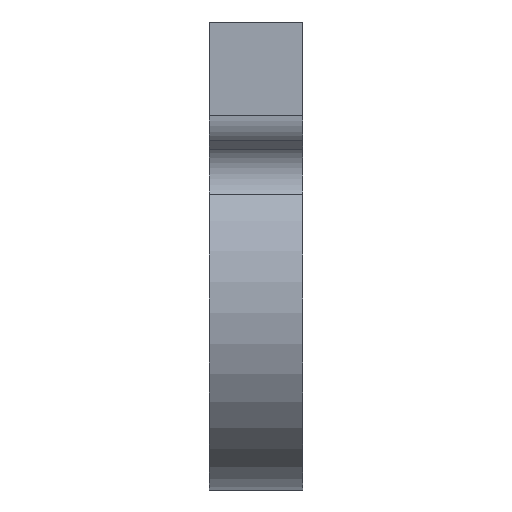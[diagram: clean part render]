
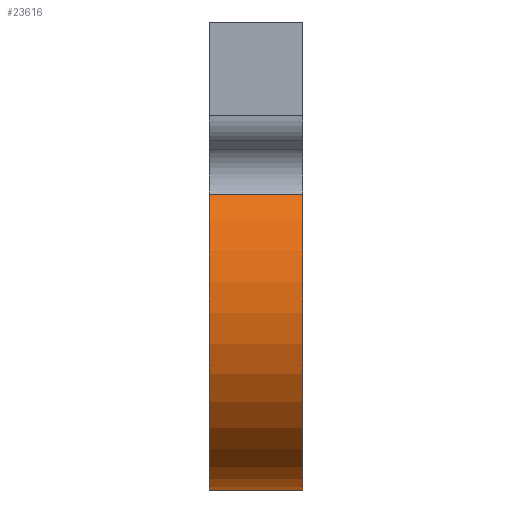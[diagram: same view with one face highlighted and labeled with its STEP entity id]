
A CAD part, left-side view. The second image highlights one B-rep face of the part: STEP entity #23616.
In plain terms, the highlighted cylindrical face has radius 16 mm (diameter 32 mm), a partial arc.
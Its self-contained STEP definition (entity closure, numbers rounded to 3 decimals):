
#777 = CIRCLE ( 'NONE', #21676, 16. ) ;
#1187 = EDGE_CURVE ( 'NONE', #9437, #18735, #16591, .T. ) ;
#2110 = ORIENTED_EDGE ( 'NONE', *, *, #1187, .T. ) ;
#2421 = CARTESIAN_POINT ( 'NONE',  ( 0., 8., 0. ) ) ;
#3437 = EDGE_LOOP ( 'NONE', ( #24103, #2110, #10421, #13624 ) ) ;
#3622 = LINE ( 'NONE', #12621, #22987 ) ;
#3714 = CARTESIAN_POINT ( 'NONE',  ( -13.044, 8., 9.266 ) ) ;
#4353 = AXIS2_PLACEMENT_3D ( 'NONE', #12048, #5778, #24802 ) ;
#4740 = CARTESIAN_POINT ( 'NONE',  ( 0., 8., -16. ) ) ;
#4939 = VERTEX_POINT ( 'NONE', #3714 ) ;
#5516 = CYLINDRICAL_SURFACE ( 'NONE', #18355, 16. ) ;
#5778 = DIRECTION ( 'NONE',  ( 0., 1., 0. ) ) ;
#6753 = VERTEX_POINT ( 'NONE', #14528 ) ;
#9437 = VERTEX_POINT ( 'NONE', #4740 ) ;
#10421 = ORIENTED_EDGE ( 'NONE', *, *, #13053, .T. ) ;
#11464 = CARTESIAN_POINT ( 'NONE',  ( 0., 8., 0. ) ) ;
#11627 = DIRECTION ( 'NONE',  ( 0., 0., 1. ) ) ;
#11894 = FACE_OUTER_BOUND ( 'NONE', #3437, .T. ) ;
#12048 = CARTESIAN_POINT ( 'NONE',  ( 0., 0., 0. ) ) ;
#12621 = CARTESIAN_POINT ( 'NONE',  ( -13.044, 8., 9.266 ) ) ;
#13053 = EDGE_CURVE ( 'NONE', #18735, #6753, #23370, .T. ) ;
#13360 = DIRECTION ( 'NONE',  ( 0., -1., 0. ) ) ;
#13624 = ORIENTED_EDGE ( 'NONE', *, *, #20206, .T. ) ;
#14528 = CARTESIAN_POINT ( 'NONE',  ( -13.044, 0., 9.266 ) ) ;
#16591 = LINE ( 'NONE', #25432, #21261 ) ;
#16882 = DIRECTION ( 'NONE',  ( 0., -1., 0. ) ) ;
#16918 = DIRECTION ( 'NONE',  ( 0., 1., 0. ) ) ;
#17458 = DIRECTION ( 'NONE',  ( 0., 0., -1. ) ) ;
#18355 = AXIS2_PLACEMENT_3D ( 'NONE', #2421, #13360, #17458 ) ;
#18735 = VERTEX_POINT ( 'NONE', #22200 ) ;
#20206 = EDGE_CURVE ( 'NONE', #6753, #4939, #3622, .T. ) ;
#21261 = VECTOR ( 'NONE', #16882, 1000. ) ;
#21676 = AXIS2_PLACEMENT_3D ( 'NONE', #11464, #22427, #11627 ) ;
#22200 = CARTESIAN_POINT ( 'NONE',  ( 0., 0., -16. ) ) ;
#22427 = DIRECTION ( 'NONE',  ( 0., 1., 0. ) ) ;
#22987 = VECTOR ( 'NONE', #16918, 1000. ) ;
#23370 = CIRCLE ( 'NONE', #4353, 16. ) ;
#23616 = ADVANCED_FACE ( 'NONE', ( #11894 ), #5516, .T. ) ;
#24103 = ORIENTED_EDGE ( 'NONE', *, *, #26437, .F. ) ;
#24802 = DIRECTION ( 'NONE',  ( 0., 0., 1. ) ) ;
#25432 = CARTESIAN_POINT ( 'NONE',  ( 0., 8., -16. ) ) ;
#26437 = EDGE_CURVE ( 'NONE', #9437, #4939, #777, .T. ) ;
